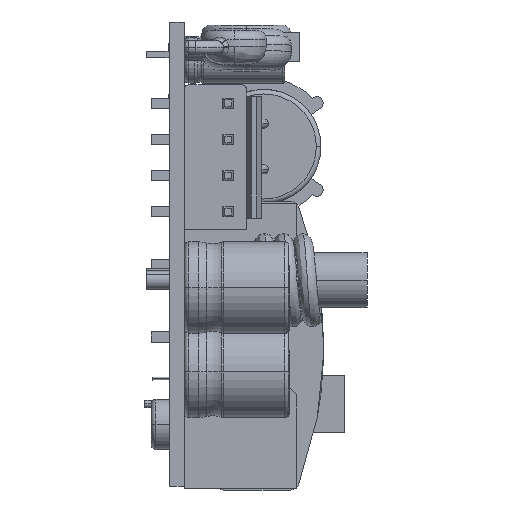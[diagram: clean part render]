
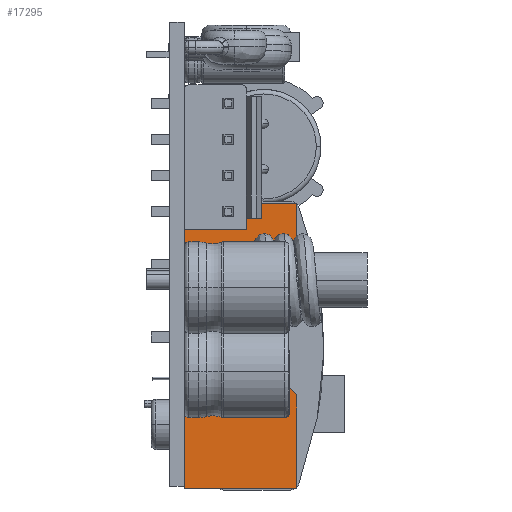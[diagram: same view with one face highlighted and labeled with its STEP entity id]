
A CAD part, front view. The second image highlights one B-rep face of the part: STEP entity #17295.
In plain terms, the highlighted face is planar.
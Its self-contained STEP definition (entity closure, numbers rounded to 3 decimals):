
#15872=DIRECTION('',(0.,0.,-1.));
#15873=VECTOR('',#15872,10.2);
#15874=CARTESIAN_POINT('',(15.6,8.86,-5.4));
#15875=LINE('',#15874,#15873);
#15912=DIRECTION('',(0.,0.,-1.));
#15913=VECTOR('',#15912,10.2);
#15914=CARTESIAN_POINT('',(15.6,8.86,15.6));
#15915=LINE('',#15914,#15913);
#16239=DIRECTION('',(0.,-0.707,0.707));
#16240=VECTOR('',#16239,3.96);
#16241=CARTESIAN_POINT('',(15.6,8.86,-5.4));
#16242=LINE('',#16241,#16240);
#16243=DIRECTION('',(0.,-1.,0.));
#16244=VECTOR('',#16243,12.3);
#16245=CARTESIAN_POINT('',(15.6,8.86,-15.6));
#16246=LINE('',#16245,#16244);
#16247=DIRECTION('',(0.,1.,0.));
#16248=VECTOR('',#16247,12.3);
#16249=CARTESIAN_POINT('',(15.6,-3.44,15.6));
#16250=LINE('',#16249,#16248);
#16251=DIRECTION('',(0.,0.707,0.707));
#16252=VECTOR('',#16251,3.96);
#16253=CARTESIAN_POINT('',(15.6,6.06,2.6));
#16254=LINE('',#16253,#16252);
#16255=DIRECTION('',(0.,0.,-1.));
#16256=VECTOR('',#16255,5.2);
#16257=CARTESIAN_POINT('',(15.6,6.06,2.6));
#16258=LINE('',#16257,#16256);
#16347=DIRECTION('',(0.,0.,1.));
#16348=VECTOR('',#16347,31.2);
#16349=CARTESIAN_POINT('',(15.6,-3.44,-15.6));
#16350=LINE('',#16349,#16348);
#16401=CARTESIAN_POINT('',(15.6,-3.44,-15.6));
#16402=VERTEX_POINT('',#16401);
#16403=CARTESIAN_POINT('',(15.6,-3.44,15.6));
#16404=VERTEX_POINT('',#16403);
#16409=CARTESIAN_POINT('',(15.6,8.86,-15.6));
#16410=VERTEX_POINT('',#16409);
#16411=CARTESIAN_POINT('',(15.6,8.86,15.6));
#16412=VERTEX_POINT('',#16411);
#16485=CARTESIAN_POINT('',(15.6,8.86,-5.4));
#16486=CARTESIAN_POINT('',(15.6,6.06,-2.6));
#16487=VERTEX_POINT('',#16485);
#16488=VERTEX_POINT('',#16486);
#16497=CARTESIAN_POINT('',(15.6,6.06,2.6));
#16498=VERTEX_POINT('',#16497);
#16499=CARTESIAN_POINT('',(15.6,8.86,5.4));
#16500=VERTEX_POINT('',#16499);
#17276=CARTESIAN_POINT('',(15.6,0.,15.6));
#17277=DIRECTION('',(1.,0.,0.));
#17278=DIRECTION('',(0.,0.,-1.));
#17279=AXIS2_PLACEMENT_3D('',#17276,#17277,#17278);
#17280=PLANE('',#17279);
#17282=ORIENTED_EDGE('',*,*,#17281,.F.);
#17283=ORIENTED_EDGE('',*,*,#16595,.T.);
#17284=ORIENTED_EDGE('',*,*,#16728,.T.);
#17286=ORIENTED_EDGE('',*,*,#17285,.T.);
#17287=ORIENTED_EDGE('',*,*,#17224,.T.);
#17288=ORIENTED_EDGE('',*,*,#16630,.T.);
#17290=ORIENTED_EDGE('',*,*,#17289,.F.);
#17292=ORIENTED_EDGE('',*,*,#17291,.T.);
#17293=EDGE_LOOP('',(#17282,#17283,#17284,#17286,#17287,#17288,#17290,#17292));
#17294=FACE_OUTER_BOUND('',#17293,.F.);
#16595=EDGE_CURVE('',#16487,#16410,#15875,.T.);
#16630=EDGE_CURVE('',#16412,#16500,#15915,.T.);
#16728=EDGE_CURVE('',#16410,#16402,#16246,.T.);
#17224=EDGE_CURVE('',#16404,#16412,#16250,.T.);
#17281=EDGE_CURVE('',#16487,#16488,#16242,.T.);
#17285=EDGE_CURVE('',#16402,#16404,#16350,.T.);
#17289=EDGE_CURVE('',#16498,#16500,#16254,.T.);
#17291=EDGE_CURVE('',#16498,#16488,#16258,.T.);
#17295=ADVANCED_FACE('',(#17294),#17280,.T.);
